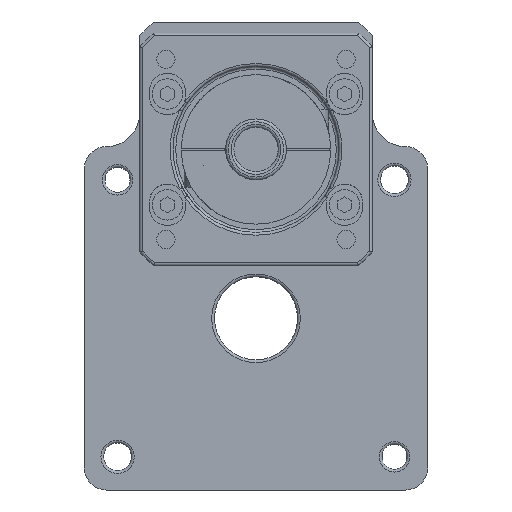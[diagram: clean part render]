
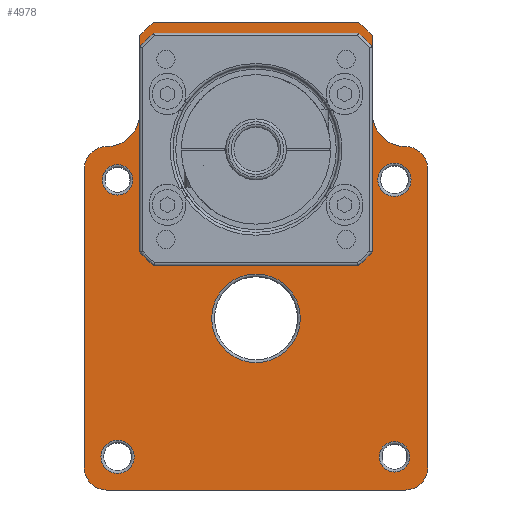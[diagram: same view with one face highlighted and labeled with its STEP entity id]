
A CAD part, front view. The second image highlights one B-rep face of the part: STEP entity #4978.
In plain terms, the highlighted planar face has unit normal (0, -1, 0).
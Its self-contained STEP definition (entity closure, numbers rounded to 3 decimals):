
#46=LINE('',#6878,#287);
#48=LINE('',#6882,#289);
#52=LINE('',#6900,#293);
#61=LINE('',#6930,#302);
#62=LINE('',#6932,#303);
#65=LINE('',#6943,#306);
#287=VECTOR('',#5844,1000.);
#289=VECTOR('',#5848,1000.);
#293=VECTOR('',#5866,1000.);
#302=VECTOR('',#5897,1000.);
#303=VECTOR('',#5900,1000.);
#306=VECTOR('',#5913,1000.);
#875=ORIENTED_EDGE('',*,*,#1678,.F.);
#876=ORIENTED_EDGE('',*,*,#1681,.T.);
#877=ORIENTED_EDGE('',*,*,#1649,.T.);
#878=ORIENTED_EDGE('',*,*,#1682,.T.);
#879=ORIENTED_EDGE('',*,*,#1647,.T.);
#880=ORIENTED_EDGE('',*,*,#1683,.T.);
#881=ORIENTED_EDGE('',*,*,#1644,.T.);
#882=ORIENTED_EDGE('',*,*,#1673,.F.);
#883=ORIENTED_EDGE('',*,*,#1661,.T.);
#884=ORIENTED_EDGE('',*,*,#1656,.F.);
#885=ORIENTED_EDGE('',*,*,#1669,.F.);
#886=ORIENTED_EDGE('',*,*,#1672,.T.);
#887=ORIENTED_EDGE('',*,*,#1675,.F.);
#888=ORIENTED_EDGE('',*,*,#1684,.T.);
#889=ORIENTED_EDGE('',*,*,#1676,.T.);
#890=ORIENTED_EDGE('',*,*,#1680,.T.);
#891=ORIENTED_EDGE('',*,*,#1654,.T.);
#892=ORIENTED_EDGE('',*,*,#1653,.T.);
#893=ORIENTED_EDGE('',*,*,#1652,.T.);
#1644=EDGE_CURVE('',#2081,#2083,#2398,.T.);
#1647=EDGE_CURVE('',#2086,#2085,#46,.T.);
#1649=EDGE_CURVE('',#2087,#2088,#48,.T.);
#1652=EDGE_CURVE('',#2089,#2089,#2399,.T.);
#1653=EDGE_CURVE('',#2090,#2090,#2400,.T.);
#1654=EDGE_CURVE('',#2091,#2091,#2401,.T.);
#1656=EDGE_CURVE('',#2092,#2094,#52,.T.);
#1661=EDGE_CURVE('',#2096,#2094,#2403,.F.);
#1669=EDGE_CURVE('',#2102,#2092,#2408,.T.);
#1672=EDGE_CURVE('',#2102,#2103,#61,.T.);
#1673=EDGE_CURVE('',#2096,#2083,#62,.F.);
#1675=EDGE_CURVE('',#2104,#2103,#2409,.F.);
#1676=EDGE_CURVE('',#2105,#2105,#2410,.T.);
#1678=EDGE_CURVE('',#2106,#2107,#65,.T.);
#1680=EDGE_CURVE('',#2108,#2108,#2411,.T.);
#1681=EDGE_CURVE('',#2106,#2087,#2412,.F.);
#1682=EDGE_CURVE('',#2088,#2086,#2413,.F.);
#1683=EDGE_CURVE('',#2085,#2081,#2414,.F.);
#1684=EDGE_CURVE('',#2104,#2107,#2415,.F.);
#2081=VERTEX_POINT('',#6867);
#2083=VERTEX_POINT('',#6871);
#2085=VERTEX_POINT('',#6877);
#2086=VERTEX_POINT('',#6879);
#2087=VERTEX_POINT('',#6883);
#2088=VERTEX_POINT('',#6884);
#2089=VERTEX_POINT('',#6889);
#2090=VERTEX_POINT('',#6892);
#2091=VERTEX_POINT('',#6895);
#2092=VERTEX_POINT('',#6898);
#2094=VERTEX_POINT('',#6901);
#2096=VERTEX_POINT('',#6907);
#2102=VERTEX_POINT('',#6925);
#2103=VERTEX_POINT('',#6929);
#2104=VERTEX_POINT('',#6935);
#2105=VERTEX_POINT('',#6939);
#2106=VERTEX_POINT('',#6942);
#2107=VERTEX_POINT('',#6944);
#2108=VERTEX_POINT('',#6948);
#2398=CIRCLE('',#5269,6.);
#2399=CIRCLE('',#5273,3.);
#2400=CIRCLE('',#5275,3.);
#2401=CIRCLE('',#5277,2.75);
#2403=CIRCLE('',#5281,28.);
#2408=CIRCLE('',#5288,28.);
#2409=CIRCLE('',#5292,6.);
#2410=CIRCLE('',#5294,8.);
#2411=CIRCLE('',#5297,2.75);
#2412=CIRCLE('',#5299,4.);
#2413=CIRCLE('',#5300,4.);
#2414=CIRCLE('',#5301,4.);
#2415=CIRCLE('',#5302,4.);
#2646=EDGE_LOOP('',(#875,#876,#877,#878,#879,#880,#881,#882,#883,#884,#885,
#886,#887,#888));
#2647=EDGE_LOOP('',(#889));
#2648=EDGE_LOOP('',(#890));
#2649=EDGE_LOOP('',(#891));
#2650=EDGE_LOOP('',(#892));
#2651=EDGE_LOOP('',(#893));
#2982=FACE_BOUND('',#2646,.T.);
#2983=FACE_BOUND('',#2647,.T.);
#2984=FACE_BOUND('',#2648,.T.);
#2985=FACE_BOUND('',#2649,.T.);
#2986=FACE_BOUND('',#2650,.T.);
#2987=FACE_BOUND('',#2651,.T.);
#3216=PLANE('',#5298);
#4978=ADVANCED_FACE('',(#2982,#2983,#2984,#2985,#2986,#2987),#3216,.F.);
#5269=AXIS2_PLACEMENT_3D('',#6872,#5838,#5839);
#5273=AXIS2_PLACEMENT_3D('',#6888,#5853,#5854);
#5275=AXIS2_PLACEMENT_3D('',#6891,#5857,#5858);
#5277=AXIS2_PLACEMENT_3D('',#6894,#5861,#5862);
#5281=AXIS2_PLACEMENT_3D('',#6910,#5874,#5875);
#5288=AXIS2_PLACEMENT_3D('',#6924,#5891,#5892);
#5292=AXIS2_PLACEMENT_3D('',#6936,#5904,#5905);
#5294=AXIS2_PLACEMENT_3D('',#6938,#5908,#5909);
#5297=AXIS2_PLACEMENT_3D('',#6947,#5917,#5918);
#5298=AXIS2_PLACEMENT_3D('',#6949,#5919,#5920);
#5299=AXIS2_PLACEMENT_3D('',#6950,#5921,#5922);
#5300=AXIS2_PLACEMENT_3D('',#6951,#5923,#5924);
#5301=AXIS2_PLACEMENT_3D('',#6952,#5925,#5926);
#5302=AXIS2_PLACEMENT_3D('',#6953,#5927,#5928);
#5838=DIRECTION('',(0.,1.,0.));
#5839=DIRECTION('',(0.,0.,1.));
#5844=DIRECTION('',(0.,0.,1.));
#5848=DIRECTION('',(1.,0.,0.));
#5853=DIRECTION('',(0.,1.,0.));
#5854=DIRECTION('',(0.,0.,1.));
#5857=DIRECTION('',(0.,1.,0.));
#5858=DIRECTION('',(0.,0.,1.));
#5861=DIRECTION('',(0.,1.,0.));
#5862=DIRECTION('',(0.,0.,1.));
#5866=DIRECTION('',(1.,0.,0.));
#5874=DIRECTION('',(0.,1.,0.));
#5875=DIRECTION('',(0.,0.,1.));
#5891=DIRECTION('',(0.,1.,0.));
#5892=DIRECTION('',(0.,0.,1.));
#5897=DIRECTION('',(0.,0.,-1.));
#5900=DIRECTION('',(0.,0.,1.));
#5904=DIRECTION('',(0.,1.,0.));
#5905=DIRECTION('',(0.,0.,1.));
#5908=DIRECTION('',(0.,1.,0.));
#5909=DIRECTION('',(0.,0.,1.));
#5913=DIRECTION('',(0.,0.,1.));
#5917=DIRECTION('',(0.,1.,0.));
#5918=DIRECTION('',(0.,0.,1.));
#5919=DIRECTION('',(0.,1.,0.));
#5920=DIRECTION('',(0.,0.,1.));
#5921=DIRECTION('',(0.,1.,0.));
#5922=DIRECTION('',(0.,0.,1.));
#5923=DIRECTION('',(0.,1.,0.));
#5924=DIRECTION('',(0.,0.,1.));
#5925=DIRECTION('',(0.,1.,0.));
#5926=DIRECTION('',(0.,0.,1.));
#5927=DIRECTION('',(0.,1.,0.));
#5928=DIRECTION('',(0.,0.,1.));
#6867=CARTESIAN_POINT('',(27.,0.,31.));
#6871=CARTESIAN_POINT('',(21.,0.,37.));
#6872=CARTESIAN_POINT('',(27.,0.,37.));
#6877=CARTESIAN_POINT('',(31.,0.,27.));
#6878=CARTESIAN_POINT('',(31.,0.,0.));
#6879=CARTESIAN_POINT('',(31.,0.,-27.));
#6882=CARTESIAN_POINT('',(0.,0.,-31.));
#6883=CARTESIAN_POINT('',(-27.,0.,-31.));
#6884=CARTESIAN_POINT('',(27.,0.,-31.));
#6888=CARTESIAN_POINT('',(-25.,0.,-25.));
#6889=CARTESIAN_POINT('',(-25.,0.,-22.));
#6891=CARTESIAN_POINT('',(25.,0.,25.));
#6892=CARTESIAN_POINT('',(25.,0.,28.));
#6894=CARTESIAN_POINT('',(25.,0.,-25.));
#6895=CARTESIAN_POINT('',(25.,0.,-22.25));
#6898=CARTESIAN_POINT('',(-18.52,0.,53.5));
#6900=CARTESIAN_POINT('',(0.,0.,53.5));
#6901=CARTESIAN_POINT('',(18.52,0.,53.5));
#6907=CARTESIAN_POINT('',(21.,0.,51.02));
#6910=CARTESIAN_POINT('',(0.,0.,32.5));
#6924=CARTESIAN_POINT('',(0.,0.,32.5));
#6925=CARTESIAN_POINT('',(-21.,0.,51.02));
#6929=CARTESIAN_POINT('',(-21.,0.,37.));
#6930=CARTESIAN_POINT('',(-21.,0.,0.));
#6932=CARTESIAN_POINT('',(21.,0.,0.));
#6935=CARTESIAN_POINT('',(-27.,0.,31.));
#6936=CARTESIAN_POINT('',(-27.,0.,37.));
#6938=CARTESIAN_POINT('',(0.,0.,0.));
#6939=CARTESIAN_POINT('',(0.,0.,8.));
#6942=CARTESIAN_POINT('',(-31.,0.,-27.));
#6943=CARTESIAN_POINT('',(-31.,0.,0.));
#6944=CARTESIAN_POINT('',(-31.,0.,27.));
#6947=CARTESIAN_POINT('',(-25.,0.,25.));
#6948=CARTESIAN_POINT('',(-25.,0.,27.75));
#6949=CARTESIAN_POINT('',(0.,0.,0.));
#6950=CARTESIAN_POINT('',(-27.,0.,-27.));
#6951=CARTESIAN_POINT('',(27.,0.,-27.));
#6952=CARTESIAN_POINT('',(27.,0.,27.));
#6953=CARTESIAN_POINT('',(-27.,0.,27.));
